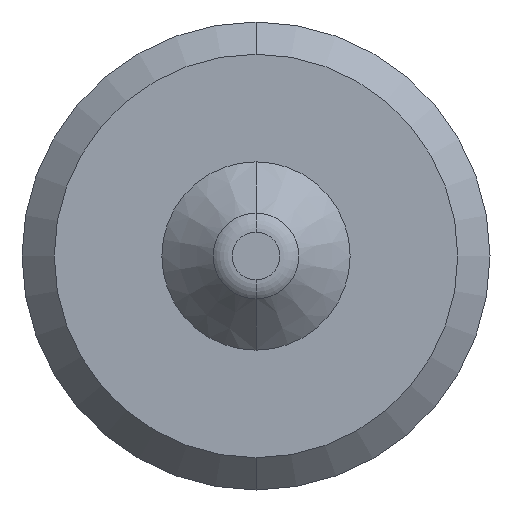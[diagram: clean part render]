
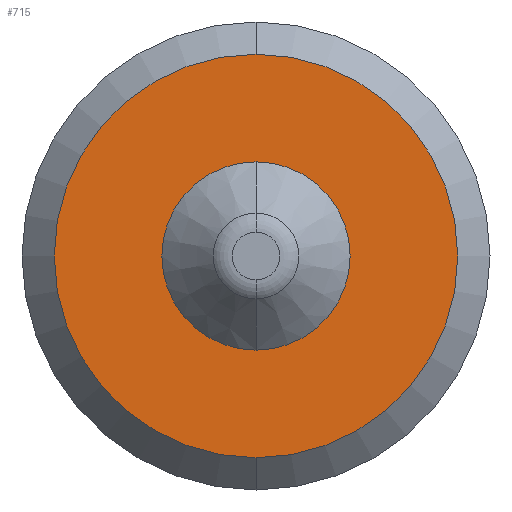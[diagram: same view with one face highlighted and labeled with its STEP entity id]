
A CAD part, front view. The second image highlights one B-rep face of the part: STEP entity #715.
In plain terms, the highlighted planar face has unit normal (0, -1, 0).
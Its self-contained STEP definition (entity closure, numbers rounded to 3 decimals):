
#4 = EDGE_CURVE ( 'NONE', #57, #78, #944, .T. ) ;
#15 = EDGE_CURVE ( 'NONE', #55, #106, #935, .T. ) ;
#16 = EDGE_CURVE ( 'NONE', #106, #55, #955, .T. ) ;
#23 = EDGE_CURVE ( 'NONE', #78, #57, #939, .T. ) ;
#55 = VERTEX_POINT ( 'NONE', #337 ) ;
#57 = VERTEX_POINT ( 'NONE', #304 ) ;
#69 = EDGE_LOOP ( 'NONE', ( #159, #167 ) ) ;
#78 = VERTEX_POINT ( 'NONE', #374 ) ;
#87 = EDGE_LOOP ( 'NONE', ( #190, #153 ) ) ;
#106 = VERTEX_POINT ( 'NONE', #398 ) ;
#153 = ORIENTED_EDGE ( 'NONE', *, *, #4, .T. ) ;
#159 = ORIENTED_EDGE ( 'NONE', *, *, #16, .F. ) ;
#167 = ORIENTED_EDGE ( 'NONE', *, *, #15, .F. ) ;
#190 = ORIENTED_EDGE ( 'NONE', *, *, #23, .T. ) ;
#256 = CARTESIAN_POINT ( 'NONE',  ( 0., -5., 0. ) ) ;
#258 = DIRECTION ( 'NONE',  ( 0., 1., 0. ) ) ;
#271 = DIRECTION ( 'NONE',  ( 0., 0., 1. ) ) ;
#295 = CARTESIAN_POINT ( 'NONE',  ( 0., -5., 0. ) ) ;
#304 = CARTESIAN_POINT ( 'NONE',  ( 0., -5., -1.65 ) ) ;
#306 = DIRECTION ( 'NONE',  ( 0., 0., 1. ) ) ;
#312 = DIRECTION ( 'NONE',  ( 0., 1., 0. ) ) ;
#313 = DIRECTION ( 'NONE',  ( 0., 0., 1. ) ) ;
#316 = DIRECTION ( 'NONE',  ( 0., 0., 1. ) ) ;
#320 = DIRECTION ( 'NONE',  ( 0., 1., 0. ) ) ;
#324 = CARTESIAN_POINT ( 'NONE',  ( 0., -5., 0. ) ) ;
#333 = CARTESIAN_POINT ( 'NONE',  ( 0., -5., 0. ) ) ;
#337 = CARTESIAN_POINT ( 'NONE',  ( 0., -5., -3.75 ) ) ;
#340 = DIRECTION ( 'NONE',  ( 0., 1., 0. ) ) ;
#374 = CARTESIAN_POINT ( 'NONE',  ( 0., -5., 1.65 ) ) ;
#398 = CARTESIAN_POINT ( 'NONE',  ( 0., -5., 3.75 ) ) ;
#417 = FACE_BOUND ( 'NONE', #87, .T. ) ;
#422 = PLANE ( 'NONE',  #926 ) ;
#437 = FACE_OUTER_BOUND ( 'NONE', #69, .T. ) ;
#438 = DIRECTION ( 'NONE',  ( 0., 0., -1. ) ) ;
#440 = CARTESIAN_POINT ( 'NONE',  ( -3.75, -5., 0. ) ) ;
#447 = DIRECTION ( 'NONE',  ( 0., -1., 0. ) ) ;
#715 = ADVANCED_FACE ( 'NONE', ( #417, #437 ), #422, .T. ) ;
#924 = AXIS2_PLACEMENT_3D ( 'NONE', #256, #258, #271 ) ;
#926 = AXIS2_PLACEMENT_3D ( 'NONE', #440, #447, #438 ) ;
#935 = CIRCLE ( 'NONE', #938, 3.75 ) ;
#937 = AXIS2_PLACEMENT_3D ( 'NONE', #295, #312, #316 ) ;
#938 = AXIS2_PLACEMENT_3D ( 'NONE', #324, #320, #313 ) ;
#939 = CIRCLE ( 'NONE', #949, 1.65 ) ;
#944 = CIRCLE ( 'NONE', #924, 1.65 ) ;
#949 = AXIS2_PLACEMENT_3D ( 'NONE', #333, #340, #306 ) ;
#955 = CIRCLE ( 'NONE', #937, 3.75 ) ;
